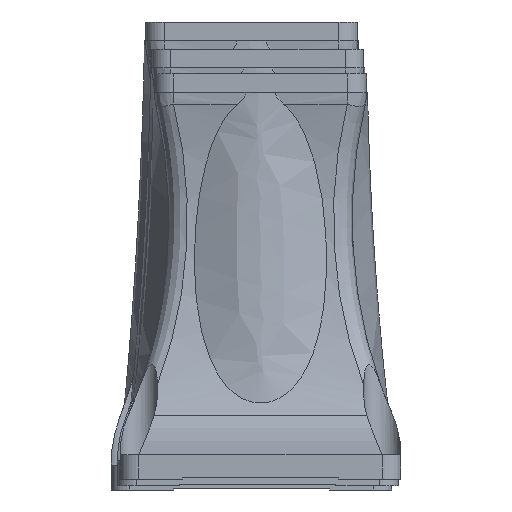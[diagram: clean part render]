
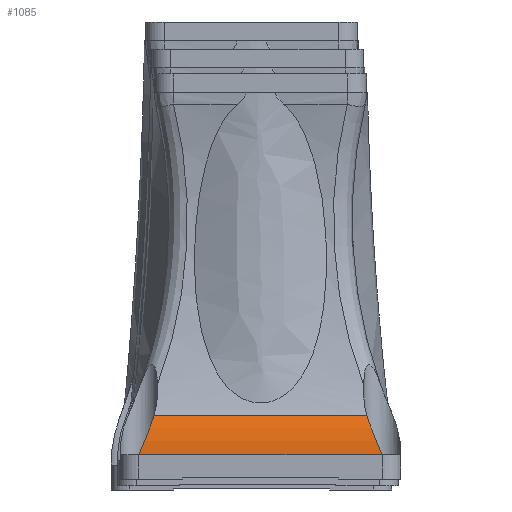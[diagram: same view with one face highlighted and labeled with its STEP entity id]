
A CAD part, left-side view. The second image highlights one B-rep face of the part: STEP entity #1085.
In plain terms, the highlighted face is a extrusion surface.
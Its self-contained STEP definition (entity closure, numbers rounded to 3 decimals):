
#1085=ADVANCED_FACE('',(#1822),#1823,.T.);
#1822=FACE_OUTER_BOUND('',#3658,.T.);
#1823=SURFACE_OF_LINEAR_EXTRUSION('',#3659,#3660);
#3658=EDGE_LOOP('',(#11142,#11143,#11144,#11145));
#3659=(B_SPLINE_CURVE(3,(#11147,#11148,#11149,#11150,#11151,#11152,#11153),.UNSPECIFIED.,.T.,.F.)B_SPLINE_CURVE_WITH_KNOTS((4,3,4),(0.0,0.5,1.0),.UNSPECIFIED.)RATIONAL_B_SPLINE_CURVE((1.0,0.333,0.333,1.0,0.333,0.333,1.0))BOUNDED_CURVE()REPRESENTATION_ITEM('')GEOMETRIC_REPRESENTATION_ITEM()CURVE());
#3660=VECTOR('',#11160,1.0);
#11142=ORIENTED_EDGE('',*,*,#14756,.F.);
#11143=ORIENTED_EDGE('',*,*,#14749,.T.);
#11144=ORIENTED_EDGE('',*,*,#14750,.F.);
#11145=ORIENTED_EDGE('',*,*,#14754,.T.);
#11147=CARTESIAN_POINT('',(81.588,-260.556,772.664));
#11148=CARTESIAN_POINT('',(281.588,-260.556,772.664));
#11149=CARTESIAN_POINT('',(281.588,-260.556,516.864));
#11150=CARTESIAN_POINT('',(81.588,-260.556,516.864));
#11151=CARTESIAN_POINT('',(-118.412,-260.556,516.864));
#11152=CARTESIAN_POINT('',(-118.412,-260.556,772.664));
#11153=CARTESIAN_POINT('',(81.588,-260.556,772.664));
#11160=DIRECTION('',(0.0,1.0,0.0));
#14749=EDGE_CURVE('',#16234,#16236,#16238,.T.);
#14750=EDGE_CURVE('',#16239,#16236,#16240,.F.);
#14754=EDGE_CURVE('',#16239,#16243,#16245,.T.);
#14756=EDGE_CURVE('',#16234,#16243,#16248,.F.);
#16234=VERTEX_POINT('',#20460);
#16236=VERTEX_POINT('',#20475);
#16238=B_SPLINE_CURVE_WITH_KNOTS('',3,(#20488,#20489,#20490,#20491,#20492,#20493,#20494,#20495,#20496,#20497,#20498,#20499,#20500,#20501,#20502,#20503,#20504,#20505,#20506,#20507,#20508,#20509,#20510,#20511,#20512,#20513,#20514,#20515,#20516),.UNSPECIFIED.,.F.,.F.,(4,1,1,1,1,1,1,1,1,1,1,1,1,1,1,1,1,1,1,1,1,1,1,1,1,1,4),(0.0,0.02,0.039,0.057,0.074,0.089,0.103,0.115,0.126,0.193,0.252,0.317,0.377,0.442,0.503,0.57,0.633,0.694,0.752,0.785,0.818,0.85,0.881,0.912,0.942,0.971,1.0),.UNSPECIFIED.);
#16239=VERTEX_POINT('',#20517);
#16240=LINE('',#20518,#20519);
#16243=VERTEX_POINT('',#20534);
#16245=B_SPLINE_CURVE_WITH_KNOTS('',3,(#20549,#20550,#20551,#20552,#20553,#20554,#20555,#20556,#20557,#20558,#20559,#20560,#20561,#20562,#20563,#20564,#20565,#20566,#20567,#20568,#20569,#20570,#20571,#20572),.UNSPECIFIED.,.F.,.F.,(4,2,2,2,2,2,2,2,2,1,1,2,4),(0.0,0.009,0.017,0.035,0.043,0.047,0.052,0.06,0.065,0.067,0.068,0.069,0.069),.UNSPECIFIED.);
#16248=LINE('',#20575,#20576);
#20460=CARTESIAN_POINT('',(-18.412,-205.556,644.764));
#20475=CARTESIAN_POINT('',(-5.407,-180.834,707.837));
#20488=CARTESIAN_POINT('',(-18.412,-205.556,644.764));
#20489=CARTESIAN_POINT('',(-18.411,-205.37,645.198));
#20490=CARTESIAN_POINT('',(-18.409,-205.01,646.037));
#20491=CARTESIAN_POINT('',(-18.394,-204.489,647.255));
#20492=CARTESIAN_POINT('',(-18.373,-204.004,648.388));
#20493=CARTESIAN_POINT('',(-18.346,-203.556,649.437));
#20494=CARTESIAN_POINT('',(-18.316,-203.143,650.402));
#20495=CARTESIAN_POINT('',(-18.283,-202.767,651.282));
#20496=CARTESIAN_POINT('',(-18.249,-202.426,652.078));
#20497=CARTESIAN_POINT('',(-18.159,-201.608,653.995));
#20498=CARTESIAN_POINT('',(-17.977,-200.368,656.907));
#20499=CARTESIAN_POINT('',(-17.623,-198.65,660.961));
#20500=CARTESIAN_POINT('',(-17.183,-196.999,664.887));
#20501=CARTESIAN_POINT('',(-16.629,-195.318,668.92));
#20502=CARTESIAN_POINT('',(-15.986,-193.693,672.864));
#20503=CARTESIAN_POINT('',(-15.218,-192.044,676.923));
#20504=CARTESIAN_POINT('',(-14.345,-190.434,680.953));
#20505=CARTESIAN_POINT('',(-13.361,-188.864,684.968));
#20506=CARTESIAN_POINT('',(-12.315,-187.399,688.799));
#20507=CARTESIAN_POINT('',(-11.359,-186.214,691.979));
#20508=CARTESIAN_POINT('',(-10.528,-185.277,694.557));
#20509=CARTESIAN_POINT('',(-9.843,-184.555,696.581));
#20510=CARTESIAN_POINT('',(-9.141,-183.862,698.562));
#20511=CARTESIAN_POINT('',(-8.422,-183.198,700.5));
#20512=CARTESIAN_POINT('',(-7.69,-182.563,702.395));
#20513=CARTESIAN_POINT('',(-6.943,-181.958,704.248));
#20514=CARTESIAN_POINT('',(-6.187,-181.38,706.058));
#20515=CARTESIAN_POINT('',(-5.665,-181.015,707.248));
#20516=CARTESIAN_POINT('',(-5.407,-180.834,707.837));
#20517=CARTESIAN_POINT('',(-5.407,159.723,707.837));
#20518=CARTESIAN_POINT('',(-5.407,-260.556,707.837));
#20519=VECTOR('',#30523,1.0);
#20534=CARTESIAN_POINT('',(-18.412,184.444,644.764));
#20549=CARTESIAN_POINT('',(-5.407,159.723,707.837));
#20550=CARTESIAN_POINT('',(-6.546,160.506,705.266));
#20551=CARTESIAN_POINT('',(-7.596,161.343,702.691));
#20552=CARTESIAN_POINT('',(-9.533,163.099,697.53));
#20553=CARTESIAN_POINT('',(-10.42,164.019,694.944));
#20554=CARTESIAN_POINT('',(-12.859,166.877,687.161));
#20555=CARTESIAN_POINT('',(-14.188,168.913,681.943));
#20556=CARTESIAN_POINT('',(-15.778,172.094,674.054));
#20557=CARTESIAN_POINT('',(-16.24,173.176,671.415));
#20558=CARTESIAN_POINT('',(-16.834,174.824,667.439));
#20559=CARTESIAN_POINT('',(-17.015,175.378,666.111));
#20560=CARTESIAN_POINT('',(-17.345,176.493,663.448));
#20561=CARTESIAN_POINT('',(-17.493,177.054,662.114));
#20562=CARTESIAN_POINT('',(-17.888,178.743,658.113));
#20563=CARTESIAN_POINT('',(-18.085,179.878,655.446));
#20564=CARTESIAN_POINT('',(-18.281,181.586,651.442));
#20565=CARTESIAN_POINT('',(-18.33,182.157,650.108));
#20566=CARTESIAN_POINT('',(-18.379,183.014,648.104));
#20567=CARTESIAN_POINT('',(-18.398,183.443,647.102));
#20568=CARTESIAN_POINT('',(-18.408,183.944,645.933));
#20569=CARTESIAN_POINT('',(-18.411,184.159,645.432));
#20570=CARTESIAN_POINT('',(-18.412,184.302,645.097));
#20571=CARTESIAN_POINT('',(-18.412,184.374,644.929));
#20572=CARTESIAN_POINT('',(-18.412,184.444,644.764));
#20575=CARTESIAN_POINT('',(-18.412,214.444,644.764));
#20576=VECTOR('',#30528,1.0);
#30523=DIRECTION('',(0.0,1.0,0.0));
#30528=DIRECTION('',(0.0,-1.0,0.0));
